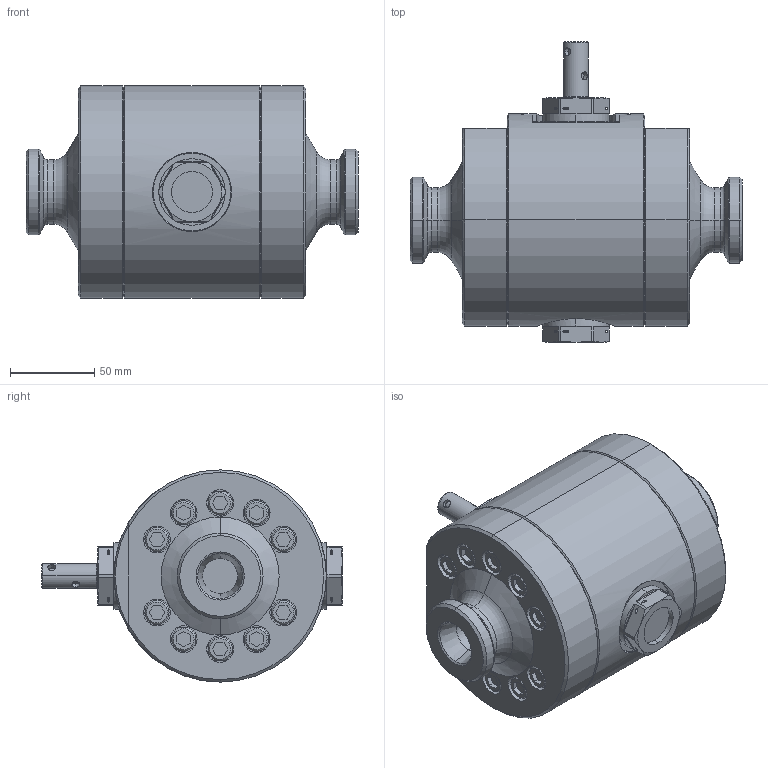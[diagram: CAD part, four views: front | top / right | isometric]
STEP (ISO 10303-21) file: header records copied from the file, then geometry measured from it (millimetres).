
FILE_DESCRIPTION (( 'STEP AP214' ), '1' );
FILE_NAME ('090010016 Lever.STEP', '2015-08-05T22:45:43', ( '' ), ( '' ), 'SwSTEP 2.0', 'SolidWorks 2015', '' );
FILE_SCHEMA (( 'AUTOMOTIVE_DESIGN' ));
Length unit declared in the file: inch
Products named in the file (1): 090010016 Lever
Bounding box: 196.6 x 178.1 x 125.73 mm (x, y, z)
Volume: 1744815 mm3; surface area: 109652.1 mm2
Topology: 1 solids, 3 shells, 667 faces, 1590 edges, 986 vertices
Faces by surface type: plane 309, cylinder 211, cone 130, torus 17
Entity records: 27869 total; most frequent: CARTESIAN_POINT 4642, DIRECTION 3467, ORIENTED_EDGE 3180, EDGE_CURVE 1590, AXIS2_PLACEMENT_3D 1316, VERTEX_POINT 986, LINE 835, VECTOR 835
